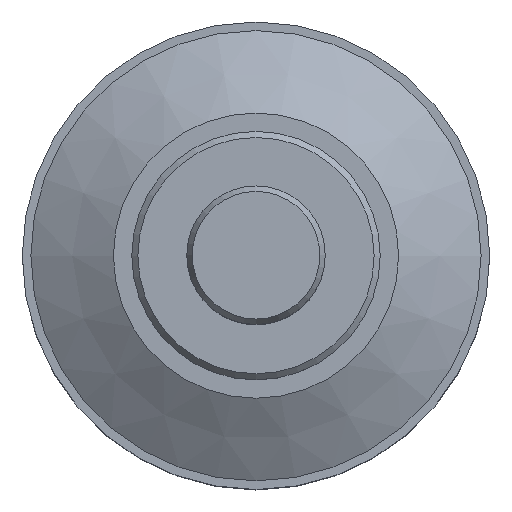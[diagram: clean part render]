
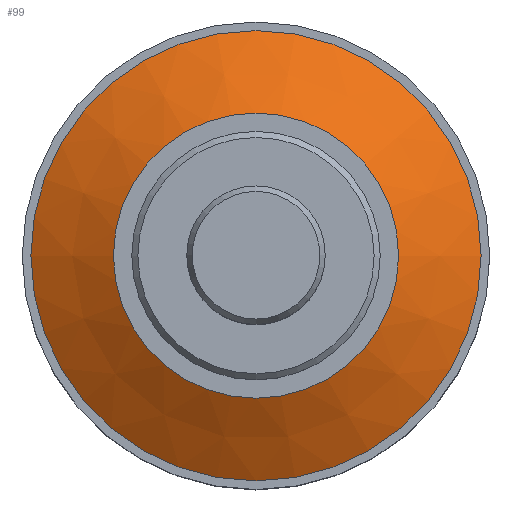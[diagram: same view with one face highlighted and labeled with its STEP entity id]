
A CAD part, top view. The second image highlights one B-rep face of the part: STEP entity #99.
In plain terms, the highlighted conical face has half-angle 60.065 degrees and reference radius 13 mm.
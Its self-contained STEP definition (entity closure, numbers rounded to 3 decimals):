
#62=CONICAL_SURFACE('',#254,13.,60.065);
#70=FACE_BOUND('',#132,.T.);
#71=FACE_BOUND('',#133,.T.);
#99=ADVANCED_FACE('',(#70,#71),#62,.T.);
#132=EDGE_LOOP('',(#166));
#133=EDGE_LOOP('',(#167));
#166=ORIENTED_EDGE('',*,*,#215,.F.);
#167=ORIENTED_EDGE('',*,*,#214,.T.);
#197=VERTEX_POINT('',#365);
#198=VERTEX_POINT('',#368);
#214=EDGE_CURVE('',#197,#197,#231,.T.);
#215=EDGE_CURVE('',#198,#198,#232,.T.);
#231=CIRCLE('',#251,13.);
#232=CIRCLE('',#253,8.234);
#251=AXIS2_PLACEMENT_3D('',#364,#293,#294);
#253=AXIS2_PLACEMENT_3D('',#367,#297,#298);
#254=AXIS2_PLACEMENT_3D('',#369,#299,#300);
#293=DIRECTION('',(0.,0.,1.));
#294=DIRECTION('',(1.,0.,0.));
#297=DIRECTION('',(0.,0.,1.));
#298=DIRECTION('',(1.,0.,0.));
#299=DIRECTION('',(0.,0.,-1.));
#300=DIRECTION('',(-1.,0.,0.));
#364=CARTESIAN_POINT('',(0.,0.,-4.078));
#365=CARTESIAN_POINT('',(13.,0.,-4.078));
#367=CARTESIAN_POINT('',(0.,0.,-1.333));
#368=CARTESIAN_POINT('',(8.234,0.,-1.333));
#369=CARTESIAN_POINT('',(0.,0.,-4.078));
